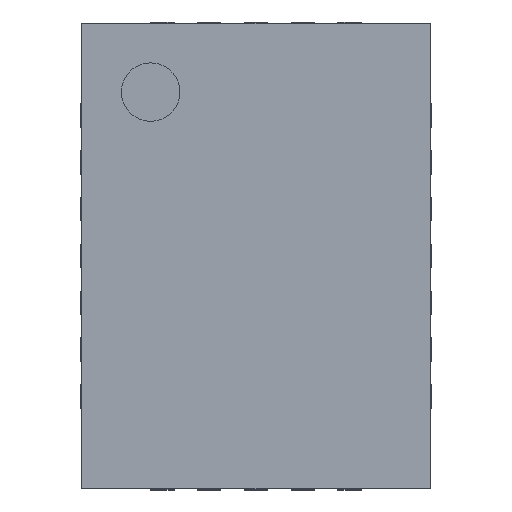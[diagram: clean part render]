
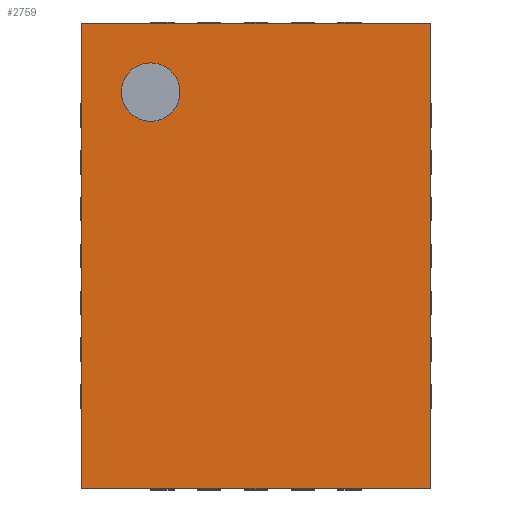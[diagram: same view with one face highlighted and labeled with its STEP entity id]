
A CAD part, top view. The second image highlights one B-rep face of the part: STEP entity #2759.
In plain terms, the highlighted planar face has unit normal (0, 0, 1).
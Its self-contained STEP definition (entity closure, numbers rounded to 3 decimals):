
#13=DIRECTION('',(0.,0.,1.));
#51=DIRECTION('',(0.,0.,-1.));
#159=VECTOR('',#160,1.);
#160=DIRECTION('',(1.,0.,0.));
#166=VECTOR('',#167,1.);
#167=DIRECTION('',(0.,-1.,0.));
#765=ORIENTED_EDGE('',*,*,#766,.F.);
#766=EDGE_CURVE('',#767,#769,#771,.T.);
#767=VERTEX_POINT('',#768);
#768=CARTESIAN_POINT('',(-1.49,1.99,0.77));
#769=VERTEX_POINT('',#770);
#770=CARTESIAN_POINT('',(1.49,1.99,0.77));
#771=LINE('',#768,#159);
#870=ORIENTED_EDGE('',*,*,#871,.T.);
#871=EDGE_CURVE('',#767,#872,#874,.T.);
#872=VERTEX_POINT('',#873);
#873=CARTESIAN_POINT('',(-1.49,-1.99,0.77));
#874=LINE('',#768,#166);
#1587=EDGE_CURVE('',#769,#1588,#1590,.T.);
#1588=VERTEX_POINT('',#1589);
#1589=CARTESIAN_POINT('',(1.49,-1.99,0.77));
#1590=LINE('',#770,#166);
#1971=EDGE_CURVE('',#872,#1588,#1972,.T.);
#1972=LINE('',#873,#159);
#2759=ADVANCED_FACE('',(#2760,#2764),#2773,.T.);
#2760=FACE_BOUND('',#2761,.T.);
#2761=EDGE_LOOP('',(#765,#870,#2762,#2763));
#2762=ORIENTED_EDGE('',*,*,#1971,.T.);
#2763=ORIENTED_EDGE('',*,*,#1587,.F.);
#2764=FACE_BOUND('',#2765,.T.);
#2765=EDGE_LOOP('',(#2766));
#2766=ORIENTED_EDGE('',*,*,#2767,.T.);
#2767=EDGE_CURVE('',#2768,#2768,#2770,.T.);
#2768=VERTEX_POINT('',#2769);
#2769=CARTESIAN_POINT('',(-0.9,1.15,0.77));
#2770=CIRCLE('',#2771,0.25);
#2771=AXIS2_PLACEMENT_3D('',#2772,#51,#167);
#2772=CARTESIAN_POINT('',(-0.9,1.4,0.77));
#2773=PLANE('',#2774);
#2774=AXIS2_PLACEMENT_3D('',#768,#13,#167);
